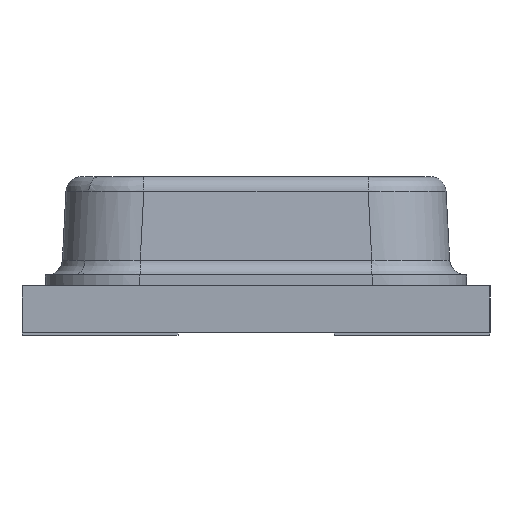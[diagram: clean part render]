
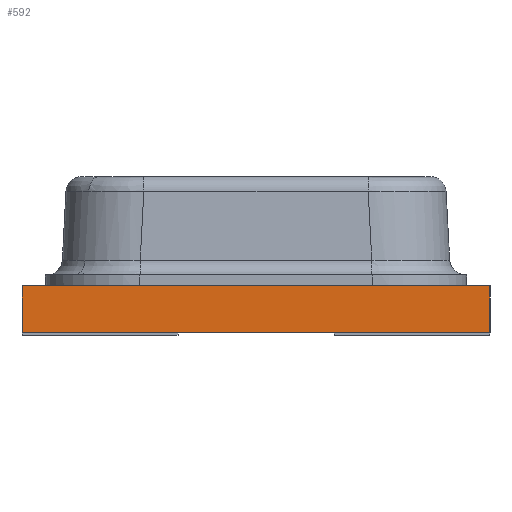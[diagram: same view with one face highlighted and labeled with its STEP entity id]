
A CAD part, left-side view. The second image highlights one B-rep face of the part: STEP entity #592.
In plain terms, the highlighted planar face has unit normal (-1, 0, 0).
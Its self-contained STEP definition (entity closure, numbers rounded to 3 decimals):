
#592=ADVANCED_FACE('',(#859),#4575,.T.);
#859=FACE_OUTER_BOUND('',#1126,.T.);
#1126=EDGE_LOOP('',(#1459,#1460,#1461,#1462,#1463,#1464,#1465));
#1459=ORIENTED_EDGE('',*,*,#2666,.F.);
#1460=ORIENTED_EDGE('',*,*,#2655,.T.);
#1461=ORIENTED_EDGE('',*,*,#2659,.T.);
#1462=ORIENTED_EDGE('',*,*,#2645,.T.);
#1463=ORIENTED_EDGE('',*,*,#2652,.T.);
#1464=ORIENTED_EDGE('',*,*,#2663,.T.);
#1465=ORIENTED_EDGE('',*,*,#2665,.F.);
#2645=EDGE_CURVE('',#4086,#4084,#3440,.T.);
#2652=EDGE_CURVE('',#4084,#4093,#3445,.T.);
#2655=EDGE_CURVE('',#4096,#4094,#3448,.T.);
#2659=EDGE_CURVE('',#4094,#4086,#3451,.T.);
#2663=EDGE_CURVE('',#4093,#4100,#3455,.T.);
#2665=EDGE_CURVE('',#4102,#4100,#3457,.T.);
#2666=EDGE_CURVE('',#4096,#4102,#3458,.T.);
#3440=B_SPLINE_CURVE_WITH_KNOTS('',1,(#4975,#4976),.UNSPECIFIED.,.F.,.F.,
(2,2),(-0.533,0.),.UNSPECIFIED.);
#3445=B_SPLINE_CURVE_WITH_KNOTS('',1,(#4991,#4992),.UNSPECIFIED.,.F.,.F.,
(2,2),(-0.764,0.),.UNSPECIFIED.);
#3448=B_SPLINE_CURVE_WITH_KNOTS('',1,(#4997,#4998),.UNSPECIFIED.,.F.,.F.,
(2,2),(-1.25,0.),.UNSPECIFIED.);
#3451=B_SPLINE_CURVE_WITH_KNOTS('',1,(#5006,#5007),.UNSPECIFIED.,.F.,.F.,
(2,2),(-0.453,0.),.UNSPECIFIED.);
#3455=B_SPLINE_CURVE_WITH_KNOTS('',1,(#5014,#5015),.UNSPECIFIED.,.F.,.F.,
(2,2),(-0.3,0.),.UNSPECIFIED.);
#3457=B_SPLINE_CURVE_WITH_KNOTS('',1,(#5018,#5019),.UNSPECIFIED.,.F.,.F.,
(2,2),(-3.,0.),.UNSPECIFIED.);
#3458=B_SPLINE_CURVE_WITH_KNOTS('',1,(#5020,#5021),.UNSPECIFIED.,.F.,.F.,
(2,2),(-0.3,0.),.UNSPECIFIED.);
#4084=VERTEX_POINT('',#4952);
#4086=VERTEX_POINT('',#4954);
#4093=VERTEX_POINT('',#4961);
#4094=VERTEX_POINT('',#4962);
#4096=VERTEX_POINT('',#4964);
#4100=VERTEX_POINT('',#4968);
#4102=VERTEX_POINT('',#4970);
#4575=PLANE('',#4694);
#4694=AXIS2_PLACEMENT_3D('',#4948,#4797,$);
#4797=DIRECTION('',(-1.,0.,0.));
#4948=CARTESIAN_POINT('',(-2.5,-1.8,-0.63));
#4952=CARTESIAN_POINT('',(-2.5,0.736,0.3));
#4954=CARTESIAN_POINT('',(-2.5,0.203,0.3));
#4961=CARTESIAN_POINT('',(-2.5,1.5,0.3));
#4962=CARTESIAN_POINT('',(-2.5,-0.25,0.3));
#4964=CARTESIAN_POINT('',(-2.5,-1.5,0.3));
#4968=CARTESIAN_POINT('',(-2.5,1.5,0.));
#4970=CARTESIAN_POINT('',(-2.5,-1.5,0.));
#4975=CARTESIAN_POINT('',(-2.5,0.203,0.3));
#4976=CARTESIAN_POINT('',(-2.5,0.736,0.3));
#4991=CARTESIAN_POINT('',(-2.5,0.736,0.3));
#4992=CARTESIAN_POINT('',(-2.5,1.5,0.3));
#4997=CARTESIAN_POINT('',(-2.5,-1.5,0.3));
#4998=CARTESIAN_POINT('',(-2.5,-0.25,0.3));
#5006=CARTESIAN_POINT('',(-2.5,-0.25,0.3));
#5007=CARTESIAN_POINT('',(-2.5,0.203,0.3));
#5014=CARTESIAN_POINT('',(-2.5,1.5,0.3));
#5015=CARTESIAN_POINT('',(-2.5,1.5,0.));
#5018=CARTESIAN_POINT('',(-2.5,-1.5,0.));
#5019=CARTESIAN_POINT('',(-2.5,1.5,0.));
#5020=CARTESIAN_POINT('',(-2.5,-1.5,0.3));
#5021=CARTESIAN_POINT('',(-2.5,-1.5,0.));
